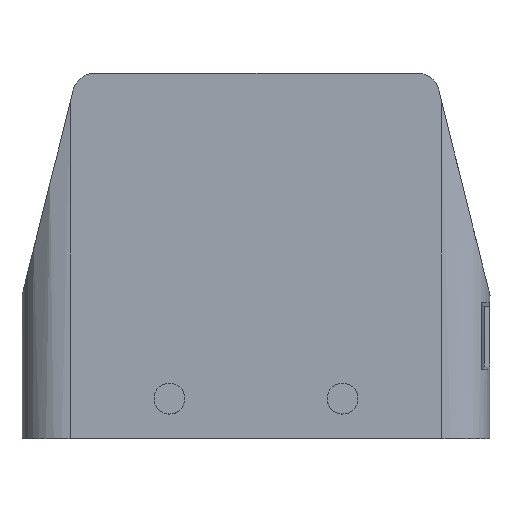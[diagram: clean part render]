
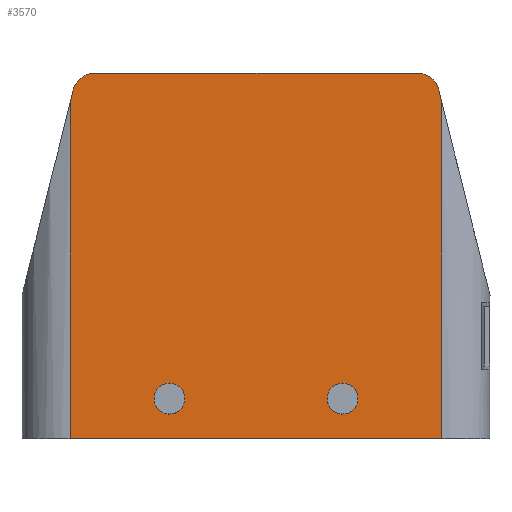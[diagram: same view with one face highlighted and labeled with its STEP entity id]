
A CAD part, top view. The second image highlights one B-rep face of the part: STEP entity #3570.
In plain terms, the highlighted face is planar.
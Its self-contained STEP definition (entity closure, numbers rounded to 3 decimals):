
#1240=CARTESIAN_POINT('',(29.,26.4,
21.9));
#1250=VERTEX_POINT('',#1240);
#1280=CARTESIAN_POINT('',(0.,26.4,
21.9));
#1290=DIRECTION('',(-1.,0.,0.));
#1300=VECTOR('',#1290,1.);
#1310=LINE('',#1280,#1300);
#1320=CARTESIAN_POINT('',(-29.,26.4,
21.9));
#1330=VERTEX_POINT('',#1320);
#1340=EDGE_CURVE('',#1250,#1330,#1310,.T.);
#2630=CARTESIAN_POINT('',(36.,-57.316,
23.072));
#2640=DIRECTION('',(0.,-0.014,
-1.));
#2650=DIRECTION('',(0.,1.,
-0.014));
#2660=AXIS2_PLACEMENT_3D('',#2630,#2640,#2650);
#2670=PLANE('',#2660);
#2680=CARTESIAN_POINT('',(13.5,20.2,
21.987));
#2690=DIRECTION('',(0.,-0.014,
-1.));
#2700=DIRECTION('',(0.,1.,
-0.014));
#2710=AXIS2_PLACEMENT_3D('',#2680,#2690,#2700);
#2720=ELLIPSE('',#2710,2.4,2.4);
#2730=CARTESIAN_POINT('',(15.9,20.2,
21.987));
#2740=VERTEX_POINT('',#2730);
#2750=CARTESIAN_POINT('',(11.1,20.2,
21.987));
#2760=VERTEX_POINT('',#2750);
#2770=EDGE_CURVE('',#2740,#2760,#2720,.T.);
#2780=ORIENTED_EDGE('',*,*,#2770,.T.);
#2790=EDGE_CURVE('',#2760,#2740,#2720,.T.);
#2800=ORIENTED_EDGE('',*,*,#2790,.T.);
#2810=EDGE_LOOP('',(#2800,#2780));
#2820=FACE_BOUND('',#2810,.T.);
#2830=CARTESIAN_POINT('',(-13.5,20.2,
21.987));
#2840=DIRECTION('',(0.,-0.014,
-1.));
#2850=DIRECTION('',(0.,1.,
-0.014));
#2860=AXIS2_PLACEMENT_3D('',#2830,#2840,#2850);
#2870=ELLIPSE('',#2860,2.4,2.4);
#2880=CARTESIAN_POINT('',(-11.1,20.2,
21.987));
#2890=VERTEX_POINT('',#2880);
#2900=CARTESIAN_POINT('',(-15.9,20.2,
21.987));
#2910=VERTEX_POINT('',#2900);
#2920=EDGE_CURVE('',#2890,#2910,#2870,.T.);
#2930=ORIENTED_EDGE('',*,*,#2920,.T.);
#2940=EDGE_CURVE('',#2910,#2890,#2870,.T.);
#2950=ORIENTED_EDGE('',*,*,#2940,.T.);
#2960=EDGE_LOOP('',(#2950,#2930));
#2970=FACE_BOUND('',#2960,.T.);
#2980=CARTESIAN_POINT('',(25.115,-27.1,
22.649));
#2990=DIRECTION('',(0.,-0.014,
-1.));
#3000=DIRECTION('',(0.,1.,
-0.014));
#3010=AXIS2_PLACEMENT_3D('',#2980,#2990,#3000);
#3020=ELLIPSE('',#3010,3.5,3.5);
#3030=CARTESIAN_POINT('',(28.511,-27.947,
22.661));
#3040=VERTEX_POINT('',#3030);
#3050=CARTESIAN_POINT('',(25.115,-30.6,
22.698));
#3060=VERTEX_POINT('',#3050);
#3070=EDGE_CURVE('',#3040,#3060,#3020,.T.);
#3080=ORIENTED_EDGE('',*,*,#3070,.F.);
#3090=CARTESIAN_POINT('',(0.,-30.6,
22.698));
#3100=DIRECTION('',(1.,0.,0.));
#3110=VECTOR('',#3100,1.);
#3120=LINE('',#3090,#3110);
#3130=CARTESIAN_POINT('',(-25.115,-30.6,
22.698));
#3140=VERTEX_POINT('',#3130);
#3150=EDGE_CURVE('',#3140,#3060,#3120,.T.);
#3160=ORIENTED_EDGE('',*,*,#3150,.T.);
#3170=CARTESIAN_POINT('',(-25.115,-27.1,
22.649));
#3180=DIRECTION('',(0.,-0.014,
-1.));
#3190=DIRECTION('',(0.,1.,
-0.014));
#3200=AXIS2_PLACEMENT_3D('',#3170,#3180,#3190);
#3210=ELLIPSE('',#3200,3.5,3.5);
#3220=CARTESIAN_POINT('',(-28.511,-27.947,
22.661));
#3230=VERTEX_POINT('',#3220);
#3240=EDGE_CURVE('',#3140,#3230,#3210,.T.);
#3250=ORIENTED_EDGE('',*,*,#3240,.F.);
#3260=CARTESIAN_POINT('',(-41.826,25.45,
21.913));
#3270=DIRECTION('',(0.242,-0.97,
0.014));
#3280=VECTOR('',#3270,1.);
#3290=LINE('',#3260,#3280);
#3300=CARTESIAN_POINT('',(-29.,-25.987,
22.634));
#3310=VERTEX_POINT('',#3300);
#3320=EDGE_CURVE('',#3310,#3230,#3290,.T.);
#3330=ORIENTED_EDGE('',*,*,#3320,.T.);
#3340=CARTESIAN_POINT('',(-29.,25.555,
21.912));
#3350=DIRECTION('',(0.,1.,
-0.014));
#3360=VECTOR('',#3350,1.);
#3370=LINE('',#3340,#3360);
#3380=EDGE_CURVE('',#3310,#1330,#3370,.T.);
#3390=ORIENTED_EDGE('',*,*,#3380,.F.);
#3400=ORIENTED_EDGE('',*,*,#1340,.T.);
#3410=CARTESIAN_POINT('',(29.,25.555,
21.912));
#3420=DIRECTION('',(0.,-1.,
0.014));
#3430=VECTOR('',#3420,1.);
#3440=LINE('',#3410,#3430);
#3450=CARTESIAN_POINT('',(29.,-25.987,
22.634));
#3460=VERTEX_POINT('',#3450);
#3470=EDGE_CURVE('',#1250,#3460,#3440,.T.);
#3480=ORIENTED_EDGE('',*,*,#3470,.F.);
#3490=CARTESIAN_POINT('',(41.826,25.45,
21.913));
#3500=DIRECTION('',(0.242,0.97,
-0.014));
#3510=VECTOR('',#3500,1.);
#3520=LINE('',#3490,#3510);
#3530=EDGE_CURVE('',#3040,#3460,#3520,.T.);
#3540=ORIENTED_EDGE('',*,*,#3530,.T.);
#3550=EDGE_LOOP('',(#3540,#3480,#3400,#3390,#3330,#3250,#3160,#3080));
#3560=FACE_OUTER_BOUND('',#3550,.T.);
#3570=ADVANCED_FACE('',(#2820,#2970,#3560),#2670,.F.);
